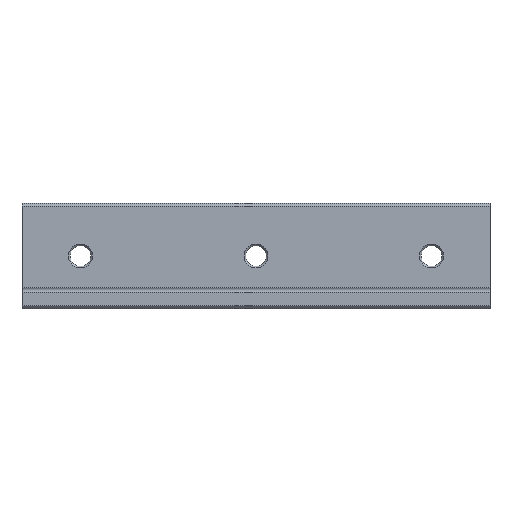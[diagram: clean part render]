
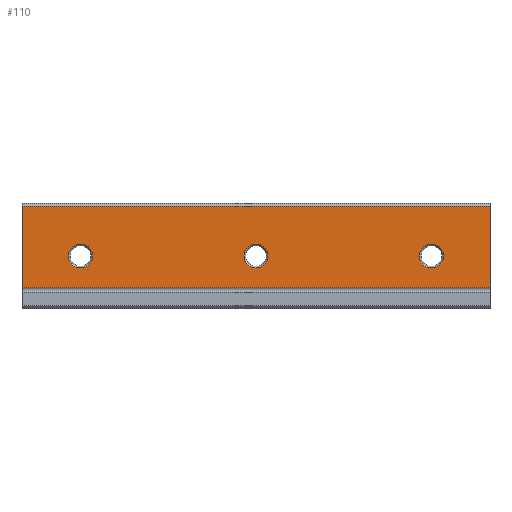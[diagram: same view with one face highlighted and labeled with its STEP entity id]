
A CAD part, front view. The second image highlights one B-rep face of the part: STEP entity #110.
In plain terms, the highlighted planar face has unit normal (0, -1, 0).
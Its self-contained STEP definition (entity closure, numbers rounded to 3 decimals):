
#43 = ORIENTED_EDGE ( 'NONE', *, *, #2087, .T. ) ;
#110 = ADVANCED_FACE ( 'NONE', ( #535, #534, #533, #532 ), #531, .T. ) ;
#111 = ORIENTED_EDGE ( 'NONE', *, *, #207, .T. ) ;
#121 = EDGE_LOOP ( 'NONE', ( #111, #160, #163 ) ) ;
#124 = EDGE_CURVE ( 'NONE', #208, #162, #574, .T. ) ;
#125 = EDGE_LOOP ( 'NONE', ( #126, #43, #2082 ) ) ;
#126 = ORIENTED_EDGE ( 'NONE', *, *, #141, .T. ) ;
#131 = VERTEX_POINT ( 'NONE', #566 ) ;
#141 = EDGE_CURVE ( 'NONE', #148, #131, #611, .T. ) ;
#144 = VERTEX_POINT ( 'NONE', #598 ) ;
#148 = VERTEX_POINT ( 'NONE', #593 ) ;
#152 = VERTEX_POINT ( 'NONE', #648 ) ;
#154 = EDGE_CURVE ( 'NONE', #155, #152, #647, .T. ) ;
#155 = VERTEX_POINT ( 'NONE', #642 ) ;
#160 = ORIENTED_EDGE ( 'NONE', *, *, #161, .T. ) ;
#161 = EDGE_CURVE ( 'NONE', #144, #162, #637, .T. ) ;
#162 = VERTEX_POINT ( 'NONE', #632 ) ;
#163 = ORIENTED_EDGE ( 'NONE', *, *, #124, .F. ) ;
#207 = EDGE_CURVE ( 'NONE', #208, #144, #729, .T. ) ;
#208 = VERTEX_POINT ( 'NONE', #724 ) ;
#527 = DIRECTION ( 'NONE',  ( 0., 0., -1. ) ) ;
#528 = DIRECTION ( 'NONE',  ( 0., -1., 0. ) ) ;
#529 = CARTESIAN_POINT ( 'NONE',  ( -80., 0., 0. ) ) ;
#530 = AXIS2_PLACEMENT_3D ( 'NONE', #529, #528, #527 ) ;
#531 = PLANE ( 'NONE',  #530 ) ;
#532 = FACE_OUTER_BOUND ( 'NONE', #2052, .T. ) ;
#533 = FACE_BOUND ( 'NONE', #2041, .T. ) ;
#534 = FACE_BOUND ( 'NONE', #125, .T. ) ;
#535 = FACE_BOUND ( 'NONE', #121, .T. ) ;
#566 = CARTESIAN_POINT ( 'NONE',  ( -40., 0., -2.05 ) ) ;
#570 = DIRECTION ( 'NONE',  ( 0., 0., -1. ) ) ;
#571 = DIRECTION ( 'NONE',  ( 0., -1., 0. ) ) ;
#572 = CARTESIAN_POINT ( 'NONE',  ( -70., 0., 0. ) ) ;
#573 = AXIS2_PLACEMENT_3D ( 'NONE', #572, #571, #570 ) ;
#574 = CIRCLE ( 'NONE', #573, 2.05 ) ;
#593 = CARTESIAN_POINT ( 'NONE',  ( -37.95, 0., 0. ) ) ;
#598 = CARTESIAN_POINT ( 'NONE',  ( -70., 0., -2.05 ) ) ;
#608 = DIRECTION ( 'NONE',  ( 0., 0., 1. ) ) ;
#609 = DIRECTION ( 'NONE',  ( 0., 1., 0. ) ) ;
#610 = AXIS2_PLACEMENT_3D ( 'NONE', #615, #609, #608 ) ;
#611 = CIRCLE ( 'NONE', #610, 2.05 ) ;
#615 = CARTESIAN_POINT ( 'NONE',  ( -40., 0., 0. ) ) ;
#632 = CARTESIAN_POINT ( 'NONE',  ( -72.05, 0., 0. ) ) ;
#633 = DIRECTION ( 'NONE',  ( 0., 0., 1. ) ) ;
#634 = DIRECTION ( 'NONE',  ( 0., 1., 0. ) ) ;
#635 = CARTESIAN_POINT ( 'NONE',  ( -70., 0., 0. ) ) ;
#636 = AXIS2_PLACEMENT_3D ( 'NONE', #635, #634, #633 ) ;
#637 = CIRCLE ( 'NONE', #636, 2.05 ) ;
#642 = CARTESIAN_POINT ( 'NONE',  ( -7.95, 0., 0. ) ) ;
#643 = DIRECTION ( 'NONE',  ( 0., 0., 1. ) ) ;
#644 = DIRECTION ( 'NONE',  ( 0., 1., 0. ) ) ;
#645 = CARTESIAN_POINT ( 'NONE',  ( -10., 0., 0. ) ) ;
#646 = AXIS2_PLACEMENT_3D ( 'NONE', #645, #644, #643 ) ;
#647 = CIRCLE ( 'NONE', #646, 2.05 ) ;
#648 = CARTESIAN_POINT ( 'NONE',  ( -10., 0., -2.05 ) ) ;
#724 = CARTESIAN_POINT ( 'NONE',  ( -67.95, 0., 0. ) ) ;
#725 = DIRECTION ( 'NONE',  ( 0., 0., 1. ) ) ;
#726 = DIRECTION ( 'NONE',  ( 0., 1., 0. ) ) ;
#727 = CARTESIAN_POINT ( 'NONE',  ( -70., 0., 0. ) ) ;
#728 = AXIS2_PLACEMENT_3D ( 'NONE', #727, #726, #725 ) ;
#729 = CIRCLE ( 'NONE', #728, 2.05 ) ;
#1451 = CIRCLE ( 'NONE', #1511, 2.05 ) ;
#1481 = CIRCLE ( 'NONE', #1541, 2.05 ) ;
#1482 = DIRECTION ( 'NONE',  ( 0., 0., -1. ) ) ;
#1483 = VECTOR ( 'NONE', #1482, 1000. ) ;
#1484 = CARTESIAN_POINT ( 'NONE',  ( 0., 0., 0. ) ) ;
#1485 = LINE ( 'NONE', #1484, #1483 ) ;
#1486 = CARTESIAN_POINT ( 'NONE',  ( 0., 0., 8.5 ) ) ;
#1493 = DIRECTION ( 'NONE',  ( 1., 0., 0. ) ) ;
#1494 = VECTOR ( 'NONE', #1493, 1000. ) ;
#1495 = CARTESIAN_POINT ( 'NONE',  ( -80., 0., 8.5 ) ) ;
#1496 = LINE ( 'NONE', #1495, #1494 ) ;
#1497 = DIRECTION ( 'NONE',  ( 0., 0., -1. ) ) ;
#1498 = DIRECTION ( 'NONE',  ( 0., -1., 0. ) ) ;
#1499 = AXIS2_PLACEMENT_3D ( 'NONE', #1506, #1498, #1497 ) ;
#1500 = CIRCLE ( 'NONE', #1499, 2.05 ) ;
#1506 = CARTESIAN_POINT ( 'NONE',  ( -40., 0., 0. ) ) ;
#1507 = CARTESIAN_POINT ( 'NONE',  ( -12.05, 0., 0. ) ) ;
#1508 = DIRECTION ( 'NONE',  ( 0., 0., 1. ) ) ;
#1509 = DIRECTION ( 'NONE',  ( 0., 1., 0. ) ) ;
#1510 = CARTESIAN_POINT ( 'NONE',  ( -10., 0., 0. ) ) ;
#1511 = AXIS2_PLACEMENT_3D ( 'NONE', #1510, #1509, #1508 ) ;
#1527 = DIRECTION ( 'NONE',  ( 1., 0., 0. ) ) ;
#1528 = VECTOR ( 'NONE', #1527, 1000. ) ;
#1529 = CARTESIAN_POINT ( 'NONE',  ( -80., 0., -5.4 ) ) ;
#1530 = LINE ( 'NONE', #1529, #1528 ) ;
#1531 = CARTESIAN_POINT ( 'NONE',  ( -80., 0., -5.4 ) ) ;
#1532 = CARTESIAN_POINT ( 'NONE',  ( -80., 0., 8.5 ) ) ;
#1533 = DIRECTION ( 'NONE',  ( 0., 0., -1. ) ) ;
#1534 = VECTOR ( 'NONE', #1533, 1000. ) ;
#1535 = CARTESIAN_POINT ( 'NONE',  ( -80., 0., 6.2 ) ) ;
#1536 = LINE ( 'NONE', #1535, #1534 ) ;
#1537 = CARTESIAN_POINT ( 'NONE',  ( 0., 0., -5.4 ) ) ;
#1538 = DIRECTION ( 'NONE',  ( 0., 0., -1. ) ) ;
#1539 = DIRECTION ( 'NONE',  ( 0., -1., 0. ) ) ;
#1540 = CARTESIAN_POINT ( 'NONE',  ( -10., 0., 0. ) ) ;
#1541 = AXIS2_PLACEMENT_3D ( 'NONE', #1540, #1539, #1538 ) ;
#1542 = CARTESIAN_POINT ( 'NONE',  ( -42.05, 0., 0. ) ) ;
#1585 = DIRECTION ( 'NONE',  ( 0., 0., 1. ) ) ;
#1586 = DIRECTION ( 'NONE',  ( 0., 1., 0. ) ) ;
#1587 = CARTESIAN_POINT ( 'NONE',  ( -40., 0., 0. ) ) ;
#1588 = AXIS2_PLACEMENT_3D ( 'NONE', #1587, #1586, #1585 ) ;
#1589 = CIRCLE ( 'NONE', #1588, 2.05 ) ;
#2027 = EDGE_CURVE ( 'NONE', #152, #2030, #1451, .T. ) ;
#2030 = VERTEX_POINT ( 'NONE', #1507 ) ;
#2037 = ORIENTED_EDGE ( 'NONE', *, *, #2047, .F. ) ;
#2038 = ORIENTED_EDGE ( 'NONE', *, *, #154, .T. ) ;
#2039 = EDGE_CURVE ( 'NONE', #148, #2085, #1500, .T. ) ;
#2040 = ORIENTED_EDGE ( 'NONE', *, *, #2027, .T. ) ;
#2041 = EDGE_LOOP ( 'NONE', ( #2038, #2040, #2037 ) ) ;
#2042 = ORIENTED_EDGE ( 'NONE', *, *, #2043, .F. ) ;
#2043 = EDGE_CURVE ( 'NONE', #2051, #2045, #1496, .T. ) ;
#2045 = VERTEX_POINT ( 'NONE', #1486 ) ;
#2046 = EDGE_CURVE ( 'NONE', #2045, #2048, #1485, .T. ) ;
#2047 = EDGE_CURVE ( 'NONE', #155, #2030, #1481, .T. ) ;
#2048 = VERTEX_POINT ( 'NONE', #1537 ) ;
#2049 = ORIENTED_EDGE ( 'NONE', *, *, #2046, .F. ) ;
#2050 = EDGE_CURVE ( 'NONE', #2051, #2054, #1536, .T. ) ;
#2051 = VERTEX_POINT ( 'NONE', #1532 ) ;
#2052 = EDGE_LOOP ( 'NONE', ( #2056, #2053, #2049, #2042 ) ) ;
#2053 = ORIENTED_EDGE ( 'NONE', *, *, #2055, .T. ) ;
#2054 = VERTEX_POINT ( 'NONE', #1531 ) ;
#2055 = EDGE_CURVE ( 'NONE', #2054, #2048, #1530, .T. ) ;
#2056 = ORIENTED_EDGE ( 'NONE', *, *, #2050, .T. ) ;
#2082 = ORIENTED_EDGE ( 'NONE', *, *, #2039, .F. ) ;
#2085 = VERTEX_POINT ( 'NONE', #1542 ) ;
#2087 = EDGE_CURVE ( 'NONE', #131, #2085, #1589, .T. ) ;
